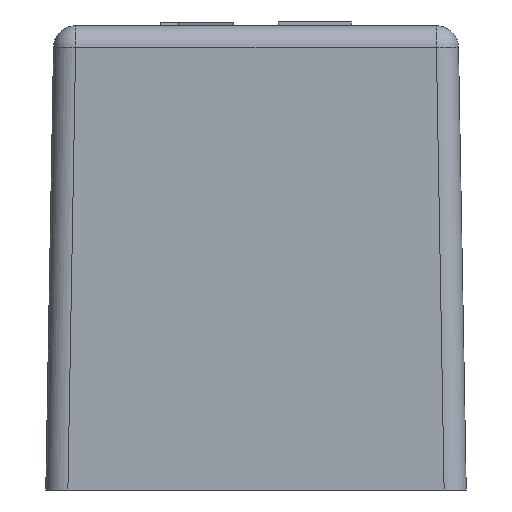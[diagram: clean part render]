
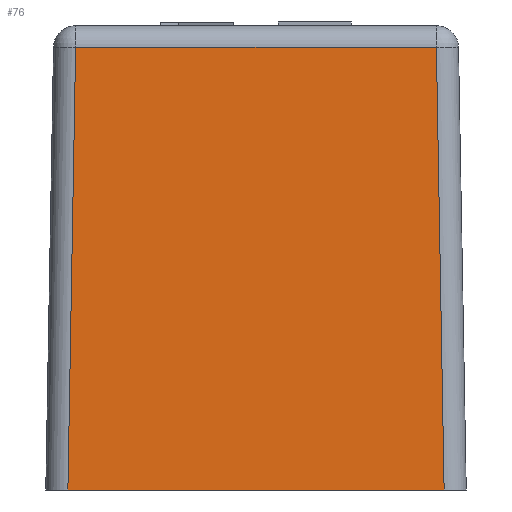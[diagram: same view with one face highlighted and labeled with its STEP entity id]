
A CAD part, left-side view. The second image highlights one B-rep face of the part: STEP entity #76.
In plain terms, the highlighted planar face has unit normal (-1, 0, 0.018).
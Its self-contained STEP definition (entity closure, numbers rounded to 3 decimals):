
#76 = ADVANCED_FACE( '', ( #204 ), #205, .T. );
#204 = FACE_OUTER_BOUND( '', #455, .T. );
#205 = PLANE( '', #456 );
#455 = EDGE_LOOP( '', ( #773, #774, #775, #776 ) );
#456 = AXIS2_PLACEMENT_3D( '', #777, #778, #779 );
#773 = ORIENTED_EDGE( '', *, *, #1754, .T. );
#774 = ORIENTED_EDGE( '', *, *, #1755, .T. );
#775 = ORIENTED_EDGE( '', *, *, #1756, .T. );
#776 = ORIENTED_EDGE( '', *, *, #1757, .T. );
#777 = CARTESIAN_POINT( '', ( -53., -28., 30. ) );
#778 = DIRECTION( '', ( -1., 0., 0.017 ) );
#779 = DIRECTION( '', ( 0.017, 0., 1. ) );
#1754 = EDGE_CURVE( '', #2085, #2086, #2087, .F. );
#1755 = EDGE_CURVE( '', #2086, #2088, #2089, .T. );
#1756 = EDGE_CURVE( '', #2088, #2090, #2091, .F. );
#1757 = EDGE_CURVE( '', #2090, #2085, #2092, .F. );
#2085 = VERTEX_POINT( '', #2688 );
#2086 = VERTEX_POINT( '', #2689 );
#2087 = LINE( '', #2690, #2691 );
#2088 = VERTEX_POINT( '', #2692 );
#2089 = LINE( '', #2693, #2694 );
#2090 = VERTEX_POINT( '', #2695 );
#2091 = LINE( '', #2696, #2697 );
#2092 = LINE( '', #2698, #2699 );
#2688 = CARTESIAN_POINT( '', ( -53.524, 25.524, 0. ) );
#2689 = CARTESIAN_POINT( '', ( -53.524, -25.524, 0. ) );
#2690 = CARTESIAN_POINT( '', ( -53.524, -28., 0. ) );
#2691 = VECTOR( '', #3400, 1000. );
#2692 = CARTESIAN_POINT( '', ( -52.475, -24.476, 60.052 ) );
#2693 = CARTESIAN_POINT( '', ( -53.001, -25.001, 29.948 ) );
#2694 = VECTOR( '', #3401, 1000. );
#2695 = CARTESIAN_POINT( '', ( -52.475, 24.476, 60.052 ) );
#2696 = CARTESIAN_POINT( '', ( -52.475, 27.424, 60.052 ) );
#2697 = VECTOR( '', #3402, 1000. );
#2698 = CARTESIAN_POINT( '', ( -52.984, 24.984, 30.925 ) );
#2699 = VECTOR( '', #3403, 1000. );
#3400 = DIRECTION( '', ( 0., 1., 0. ) );
#3401 = DIRECTION( '', ( 0.017, 0.017, 1. ) );
#3402 = DIRECTION( '', ( 0., -1., 0. ) );
#3403 = DIRECTION( '', ( 0.017, -0.017, 1. ) );
